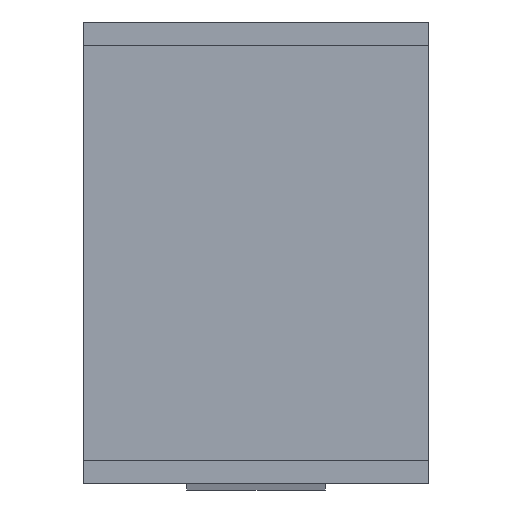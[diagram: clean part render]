
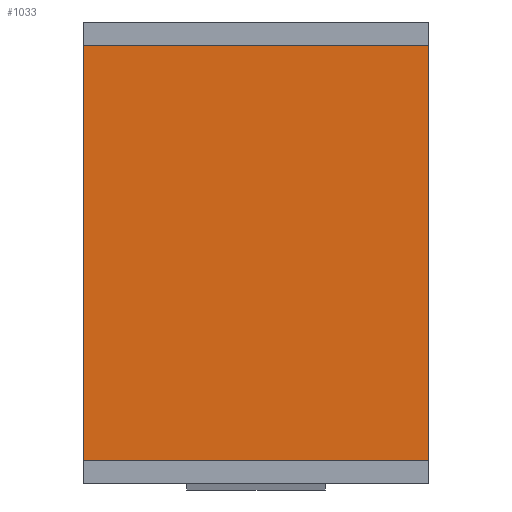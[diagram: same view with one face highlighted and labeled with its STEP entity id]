
A CAD part, top view. The second image highlights one B-rep face of the part: STEP entity #1033.
In plain terms, the highlighted planar face has unit normal (0, 0, 1).
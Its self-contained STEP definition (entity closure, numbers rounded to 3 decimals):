
#73 = ORIENTED_EDGE ( 'NONE', *, *, #657, .T. ) ;
#120 = VERTEX_POINT ( 'NONE', #790 ) ;
#202 = EDGE_LOOP ( 'NONE', ( #2082, #901, #1600, #73 ) ) ;
#270 = DIRECTION ( 'NONE',  ( 0., -1., 0. ) ) ;
#349 = VERTEX_POINT ( 'NONE', #1704 ) ;
#550 = LINE ( 'NONE', #1582, #2308 ) ;
#570 = EDGE_CURVE ( 'NONE', #2745, #349, #550, .T. ) ;
#657 = EDGE_CURVE ( 'NONE', #349, #120, #1264, .T. ) ;
#783 = CARTESIAN_POINT ( 'NONE',  ( 0., 0., 154. ) ) ;
#790 = CARTESIAN_POINT ( 'NONE',  ( -7.5, 9., 154. ) ) ;
#880 = VERTEX_POINT ( 'NONE', #1778 ) ;
#901 = ORIENTED_EDGE ( 'NONE', *, *, #1507, .T. ) ;
#1020 = VECTOR ( 'NONE', #1961, 1000. ) ;
#1027 = DIRECTION ( 'NONE',  ( -1., 0., 0. ) ) ;
#1033 = ADVANCED_FACE ( 'NONE', ( #1471 ), #1427, .F. ) ;
#1117 = LINE ( 'NONE', #1358, #2078 ) ;
#1186 = AXIS2_PLACEMENT_3D ( 'NONE', #783, #2560, #1027 ) ;
#1264 = LINE ( 'NONE', #1684, #2845 ) ;
#1358 = CARTESIAN_POINT ( 'NONE',  ( -7.5, 9., 154. ) ) ;
#1426 = DIRECTION ( 'NONE',  ( 0., 1., 0. ) ) ;
#1427 = PLANE ( 'NONE',  #1186 ) ;
#1452 = LINE ( 'NONE', #2348, #1020 ) ;
#1471 = FACE_OUTER_BOUND ( 'NONE', #202, .T. ) ;
#1507 = EDGE_CURVE ( 'NONE', #880, #2745, #1452, .T. ) ;
#1582 = CARTESIAN_POINT ( 'NONE',  ( 7.5, 9., 154. ) ) ;
#1600 = ORIENTED_EDGE ( 'NONE', *, *, #570, .T. ) ;
#1640 = EDGE_CURVE ( 'NONE', #120, #880, #1117, .T. ) ;
#1684 = CARTESIAN_POINT ( 'NONE',  ( 7.5, 9., 154. ) ) ;
#1699 = DIRECTION ( 'NONE',  ( -1., 0., 0. ) ) ;
#1704 = CARTESIAN_POINT ( 'NONE',  ( 7.5, 9., 154. ) ) ;
#1778 = CARTESIAN_POINT ( 'NONE',  ( -7.5, -9., 154. ) ) ;
#1961 = DIRECTION ( 'NONE',  ( 1., 0., 0. ) ) ;
#2032 = CARTESIAN_POINT ( 'NONE',  ( 7.5, -9., 154. ) ) ;
#2078 = VECTOR ( 'NONE', #270, 1000. ) ;
#2082 = ORIENTED_EDGE ( 'NONE', *, *, #1640, .T. ) ;
#2308 = VECTOR ( 'NONE', #1426, 1000. ) ;
#2348 = CARTESIAN_POINT ( 'NONE',  ( 7.5, -9., 154. ) ) ;
#2560 = DIRECTION ( 'NONE',  ( 0., 0., -1. ) ) ;
#2745 = VERTEX_POINT ( 'NONE', #2032 ) ;
#2845 = VECTOR ( 'NONE', #1699, 1000. ) ;
